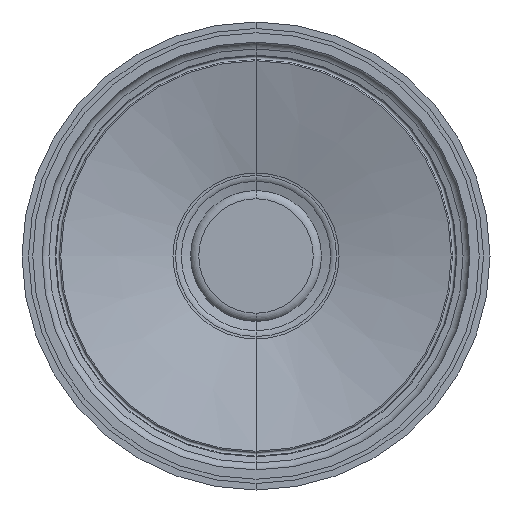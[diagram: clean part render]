
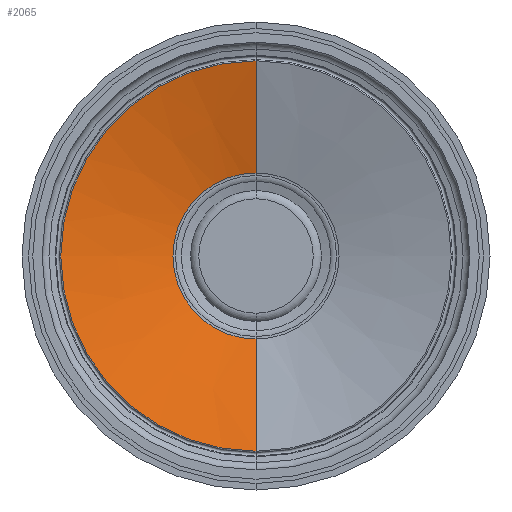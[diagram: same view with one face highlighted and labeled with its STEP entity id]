
A CAD part, front view. The second image highlights one B-rep face of the part: STEP entity #2065.
In plain terms, the highlighted conical face has half-angle 74.099 degrees and reference radius 20.858 mm.
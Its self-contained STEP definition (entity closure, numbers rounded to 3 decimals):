
#308 = EDGE_CURVE ( 'NONE', #4649, #5127, #2880, .T. ) ;
#350 = EDGE_CURVE ( 'NONE', #5176, #5123, #1577, .T. ) ;
#372 = DIRECTION ( 'NONE',  ( 0., 0., -1. ) ) ;
#773 = AXIS2_PLACEMENT_3D ( 'NONE', #884, #913, #4241 ) ;
#884 = CARTESIAN_POINT ( 'NONE',  ( 0., 1.448, 0. ) ) ;
#904 = CARTESIAN_POINT ( 'NONE',  ( 0., 4.862, 0. ) ) ;
#913 = DIRECTION ( 'NONE',  ( 0., -1., 0. ) ) ;
#1158 = CARTESIAN_POINT ( 'NONE',  ( 0., 4.862, -8.875 ) ) ;
#1432 = EDGE_CURVE ( 'NONE', #5176, #5127, #1565, .T. ) ;
#1565 = LINE ( 'NONE', #4839, #2184 ) ;
#1577 = CIRCLE ( 'NONE', #4384, 8.875 ) ;
#2065 = ADVANCED_FACE ( 'NONE', ( #4706 ), #3148, .F. ) ;
#2093 = VECTOR ( 'NONE', #3271, 1000. ) ;
#2147 = CARTESIAN_POINT ( 'NONE',  ( 0., 1.448, 0. ) ) ;
#2184 = VECTOR ( 'NONE', #2742, 1000. ) ;
#2373 = EDGE_CURVE ( 'NONE', #5123, #4649, #2465, .T. ) ;
#2465 = LINE ( 'NONE', #4924, #2093 ) ;
#2710 = ORIENTED_EDGE ( 'NONE', *, *, #1432, .F. ) ;
#2742 = DIRECTION ( 'NONE',  ( 0., -0.274, -0.962 ) ) ;
#2880 = CIRCLE ( 'NONE', #5080, 20.858 ) ;
#2914 = ORIENTED_EDGE ( 'NONE', *, *, #308, .T. ) ;
#2965 = CARTESIAN_POINT ( 'NONE',  ( 0., 4.862, 8.875 ) ) ;
#3110 = ORIENTED_EDGE ( 'NONE', *, *, #350, .T. ) ;
#3148 = CONICAL_SURFACE ( 'NONE', #773, 20.858, 1.293 ) ;
#3198 = ORIENTED_EDGE ( 'NONE', *, *, #2373, .T. ) ;
#3271 = DIRECTION ( 'NONE',  ( 0., -0.274, 0.962 ) ) ;
#3327 = DIRECTION ( 'NONE',  ( 0., 1., 0. ) ) ;
#3821 = DIRECTION ( 'NONE',  ( 0., -1., 0. ) ) ;
#4028 = EDGE_LOOP ( 'NONE', ( #3110, #3198, #2914, #2710 ) ) ;
#4241 = DIRECTION ( 'NONE',  ( 0., 0., -1. ) ) ;
#4384 = AXIS2_PLACEMENT_3D ( 'NONE', #904, #3327, #5005 ) ;
#4644 = CARTESIAN_POINT ( 'NONE',  ( 0., 1.448, -20.858 ) ) ;
#4649 = VERTEX_POINT ( 'NONE', #4953 ) ;
#4706 = FACE_OUTER_BOUND ( 'NONE', #4028, .T. ) ;
#4839 = CARTESIAN_POINT ( 'NONE',  ( 0., 1.448, -20.858 ) ) ;
#4924 = CARTESIAN_POINT ( 'NONE',  ( 0., 1.448, 20.858 ) ) ;
#4953 = CARTESIAN_POINT ( 'NONE',  ( 0., 1.448, 20.858 ) ) ;
#5005 = DIRECTION ( 'NONE',  ( 0., 0., 1. ) ) ;
#5080 = AXIS2_PLACEMENT_3D ( 'NONE', #2147, #3821, #372 ) ;
#5123 = VERTEX_POINT ( 'NONE', #2965 ) ;
#5127 = VERTEX_POINT ( 'NONE', #4644 ) ;
#5176 = VERTEX_POINT ( 'NONE', #1158 ) ;
